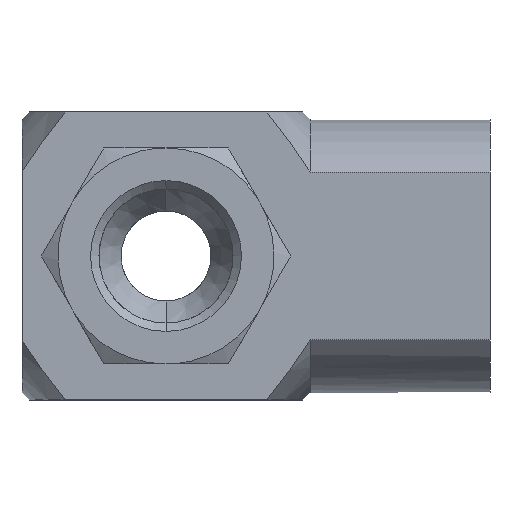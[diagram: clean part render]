
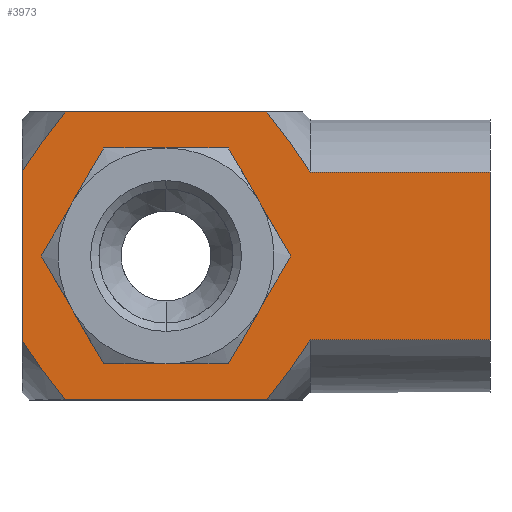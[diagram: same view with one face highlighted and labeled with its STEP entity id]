
A CAD part, front view. The second image highlights one B-rep face of the part: STEP entity #3973.
In plain terms, the highlighted planar face has unit normal (0, -1, 0).
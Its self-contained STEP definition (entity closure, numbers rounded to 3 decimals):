
#2506=CARTESIAN_POINT('Vertex',(-20.,-15.,11.662)) ;
#2532=CARTESIAN_POINT('Vertex',(-20.,-15.,-11.662)) ;
#2535=CARTESIAN_POINT('Line Origine',(-20.,-15.,0.)) ;
#3212=CARTESIAN_POINT('Line Origine',(0.,-15.,20.)) ;
#3216=CARTESIAN_POINT('Vertex',(-14.,-15.,20.)) ;
#3218=CARTESIAN_POINT('Vertex',(14.,-15.,20.)) ;
#3336=CARTESIAN_POINT('Vertex',(-14.,-15.,-20.)) ;
#3340=CARTESIAN_POINT('Control Point',(-14.,-15.,-20.)) ;
#3341=CARTESIAN_POINT('Control Point',(-15.608,-15.,-17.99)) ;
#3342=CARTESIAN_POINT('Control Point',(-17.165,-15.,-15.944)) ;
#3343=CARTESIAN_POINT('Control Point',(-18.655,-15.,-13.853)) ;
#3344=CARTESIAN_POINT('Control Point',(-20.,-15.,-11.662)) ;
#3359=CARTESIAN_POINT('Control Point',(20.,-15.,-11.662)) ;
#3360=CARTESIAN_POINT('Control Point',(18.928,-15.,-13.408)) ;
#3361=CARTESIAN_POINT('Control Point',(17.765,-15.,-15.101)) ;
#3362=CARTESIAN_POINT('Control Point',(16.538,-15.,-16.771)) ;
#3363=CARTESIAN_POINT('Control Point',(15.283,-15.,-18.396)) ;
#3364=CARTESIAN_POINT('Control Point',(14.,-15.,-20.)) ;
#3365=CARTESIAN_POINT('Vertex',(20.,-15.,-11.662)) ;
#3367=CARTESIAN_POINT('Vertex',(14.,-15.,-20.)) ;
#3433=CARTESIAN_POINT('Line Origine',(32.5,-15.,-11.662)) ;
#3437=CARTESIAN_POINT('Vertex',(45.,-15.,-11.662)) ;
#3465=CARTESIAN_POINT('Control Point',(-20.,-15.,11.662)) ;
#3466=CARTESIAN_POINT('Control Point',(-18.928,-15.,13.408)) ;
#3467=CARTESIAN_POINT('Control Point',(-17.765,-15.,15.101)) ;
#3468=CARTESIAN_POINT('Control Point',(-16.538,-15.,16.771)) ;
#3469=CARTESIAN_POINT('Control Point',(-15.283,-15.,18.396)) ;
#3470=CARTESIAN_POINT('Control Point',(-14.,-15.,20.)) ;
#3491=CARTESIAN_POINT('Line Origine',(32.5,-15.,11.662)) ;
#3495=CARTESIAN_POINT('Vertex',(20.,-15.,11.662)) ;
#3497=CARTESIAN_POINT('Vertex',(45.,-15.,11.662)) ;
#3885=CARTESIAN_POINT('Line Origine',(45.,-15.,0.)) ;
#3901=CARTESIAN_POINT('Axis2P3D Location',(-20.,-15.,20.)) ;
#3907=CARTESIAN_POINT('Control Point',(14.,-15.,20.)) ;
#3908=CARTESIAN_POINT('Control Point',(15.072,-15.,18.66)) ;
#3909=CARTESIAN_POINT('Control Point',(16.12,-15.,17.303)) ;
#3910=CARTESIAN_POINT('Control Point',(18.135,-15.,14.534)) ;
#3911=CARTESIAN_POINT('Control Point',(19.103,-15.,13.123)) ;
#3912=CARTESIAN_POINT('Control Point',(20.,-15.,11.662)) ;
#3914=CARTESIAN_POINT('Line Origine',(0.,-15.,-20.)) ;
#3932=CARTESIAN_POINT('Control Point',(12.5,-15.,0.)) ;
#3933=CARTESIAN_POINT('Control Point',(12.5,-15.,-1.963)) ;
#3934=CARTESIAN_POINT('Control Point',(12.115,-15.,-3.927)) ;
#3935=CARTESIAN_POINT('Control Point',(11.343,-15.,-5.789)) ;
#3936=CARTESIAN_POINT('Control Point',(9.111,-15.,-9.111)) ;
#3937=CARTESIAN_POINT('Control Point',(5.789,-15.,-11.343)) ;
#3938=CARTESIAN_POINT('Control Point',(3.927,-15.,-12.115)) ;
#3939=CARTESIAN_POINT('Control Point',(0.,-15.,-12.885)) ;
#3940=CARTESIAN_POINT('Control Point',(-3.927,-15.,-12.115)) ;
#3941=CARTESIAN_POINT('Control Point',(-5.789,-15.,-11.343)) ;
#3942=CARTESIAN_POINT('Control Point',(-9.111,-15.,-9.111)) ;
#3943=CARTESIAN_POINT('Control Point',(-11.343,-15.,-5.789)) ;
#3944=CARTESIAN_POINT('Control Point',(-12.115,-15.,-3.927)) ;
#3945=CARTESIAN_POINT('Control Point',(-12.5,-15.,-1.963)) ;
#3946=CARTESIAN_POINT('Control Point',(-12.5,-15.,0.)) ;
#3947=CARTESIAN_POINT('Vertex',(12.5,-15.,0.)) ;
#3949=CARTESIAN_POINT('Vertex',(-12.5,-15.,0.)) ;
#3953=CARTESIAN_POINT('Control Point',(-12.5,-15.,0.)) ;
#3954=CARTESIAN_POINT('Control Point',(-12.5,-15.,1.963)) ;
#3955=CARTESIAN_POINT('Control Point',(-12.115,-15.,3.927)) ;
#3956=CARTESIAN_POINT('Control Point',(-11.343,-15.,5.789)) ;
#3957=CARTESIAN_POINT('Control Point',(-9.111,-15.,9.111)) ;
#3958=CARTESIAN_POINT('Control Point',(-5.789,-15.,11.343)) ;
#3959=CARTESIAN_POINT('Control Point',(-3.927,-15.,12.115)) ;
#3960=CARTESIAN_POINT('Control Point',(0.,-15.,12.885)) ;
#3961=CARTESIAN_POINT('Control Point',(3.927,-15.,12.115)) ;
#3962=CARTESIAN_POINT('Control Point',(5.789,-15.,11.343)) ;
#3963=CARTESIAN_POINT('Control Point',(9.111,-15.,9.111)) ;
#3964=CARTESIAN_POINT('Control Point',(11.343,-15.,5.789)) ;
#3965=CARTESIAN_POINT('Control Point',(12.115,-15.,3.927)) ;
#3966=CARTESIAN_POINT('Control Point',(12.5,-15.,1.963)) ;
#3967=CARTESIAN_POINT('Control Point',(12.5,-15.,0.)) ;
#2536=DIRECTION('Vector Direction',(0.,0.,-1.)) ;
#3213=DIRECTION('Vector Direction',(1.,0.,0.)) ;
#3434=DIRECTION('Vector Direction',(-1.,0.,0.)) ;
#3492=DIRECTION('Vector Direction',(-1.,0.,0.)) ;
#3886=DIRECTION('Vector Direction',(0.,0.,-1.)) ;
#3902=DIRECTION('Axis2P3D Direction',(0.,1.,0.)) ;
#3903=DIRECTION('Axis2P3D XDirection',(0.,-0.,1.)) ;
#3915=DIRECTION('Vector Direction',(1.,0.,0.)) ;
#3904=AXIS2_PLACEMENT_3D('Plane Axis2P3D',#3901,#3902,#3903) ;
#3920=ORIENTED_EDGE('',*,*,#3499,.F.) ;
#3921=ORIENTED_EDGE('',*,*,#3913,.F.) ;
#3922=ORIENTED_EDGE('',*,*,#3220,.F.) ;
#3923=ORIENTED_EDGE('',*,*,#3471,.F.) ;
#3924=ORIENTED_EDGE('',*,*,#2539,.T.) ;
#3925=ORIENTED_EDGE('',*,*,#3345,.F.) ;
#3926=ORIENTED_EDGE('',*,*,#3918,.T.) ;
#3927=ORIENTED_EDGE('',*,*,#3369,.F.) ;
#3928=ORIENTED_EDGE('',*,*,#3439,.T.) ;
#3929=ORIENTED_EDGE('',*,*,#3889,.F.) ;
#3970=ORIENTED_EDGE('',*,*,#3951,.T.) ;
#3971=ORIENTED_EDGE('',*,*,#3968,.T.) ;
#3972=FACE_BOUND('',#3969,.T.) ;
#2537=VECTOR('Line Direction',#2536,1.) ;
#3214=VECTOR('Line Direction',#3213,1.) ;
#3435=VECTOR('Line Direction',#3434,1.) ;
#3493=VECTOR('Line Direction',#3492,1.) ;
#3887=VECTOR('Line Direction',#3886,1.) ;
#3916=VECTOR('Line Direction',#3915,1.) ;
#3973=ADVANCED_FACE('_306_outlet.1\\Geometry.1',(#3930,#3972),#3905,.F.) ;
#3339=B_SPLINE_CURVE_WITH_KNOTS('',4,(#3340,#3341,#3342,#3343,#3344),.UNSPECIFIED.,.F.,.U.,(5,5),(0.,1.),.UNSPECIFIED.) ;
#3358=B_SPLINE_CURVE_WITH_KNOTS('',5,(#3359,#3360,#3361,#3362,#3363,#3364),.UNSPECIFIED.,.F.,.U.,(6,6),(0.,1.),.UNSPECIFIED.) ;
#3464=B_SPLINE_CURVE_WITH_KNOTS('',5,(#3465,#3466,#3467,#3468,#3469,#3470),.UNSPECIFIED.,.F.,.U.,(6,6),(0.,1.),.UNSPECIFIED.) ;
#2539=EDGE_CURVE('',#2507,#2533,#2538,.T.) ;
#3220=EDGE_CURVE('',#3217,#3219,#3215,.T.) ;
#3345=EDGE_CURVE('',#3337,#2533,#3339,.T.) ;
#3369=EDGE_CURVE('',#3366,#3368,#3358,.T.) ;
#3439=EDGE_CURVE('',#3366,#3438,#3436,.F.) ;
#3471=EDGE_CURVE('',#2507,#3217,#3464,.T.) ;
#3499=EDGE_CURVE('',#3496,#3498,#3494,.F.) ;
#3889=EDGE_CURVE('',#3498,#3438,#3888,.T.) ;
#3913=EDGE_CURVE('',#3219,#3496,#3906,.T.) ;
#3918=EDGE_CURVE('',#3337,#3368,#3917,.T.) ;
#3951=EDGE_CURVE('',#3948,#3950,#3931,.T.) ;
#3968=EDGE_CURVE('',#3950,#3948,#3952,.T.) ;
#3919=EDGE_LOOP('',(#3920,#3921,#3922,#3923,#3924,#3925,#3926,#3927,#3928,#3929)) ;
#3969=EDGE_LOOP('',(#3970,#3971)) ;
#3930=FACE_OUTER_BOUND('',#3919,.T.) ;
#2538=LINE('Line',#2535,#2537) ;
#3215=LINE('Line',#3212,#3214) ;
#3436=LINE('Line',#3433,#3435) ;
#3494=LINE('Line',#3491,#3493) ;
#3888=LINE('Line',#3885,#3887) ;
#3917=LINE('Line',#3914,#3916) ;
#3905=PLANE('',#3904) ;
#2507=VERTEX_POINT('',#2506) ;
#2533=VERTEX_POINT('',#2532) ;
#3217=VERTEX_POINT('',#3216) ;
#3219=VERTEX_POINT('',#3218) ;
#3337=VERTEX_POINT('',#3336) ;
#3366=VERTEX_POINT('',#3365) ;
#3368=VERTEX_POINT('',#3367) ;
#3438=VERTEX_POINT('',#3437) ;
#3496=VERTEX_POINT('',#3495) ;
#3498=VERTEX_POINT('',#3497) ;
#3948=VERTEX_POINT('',#3947) ;
#3950=VERTEX_POINT('',#3949) ;
#3906=(BOUNDED_CURVE()B_SPLINE_CURVE(3,(#3907,#3908,#3909,#3910,#3911,#3912),.UNSPECIFIED.,.F.,.U.)B_SPLINE_CURVE_WITH_KNOTS((4,2,4),(0.,5.14,10.281),.UNSPECIFIED.)CURVE()GEOMETRIC_REPRESENTATION_ITEM()RATIONAL_B_SPLINE_CURVE((1.,1.,1.,1.,1.,1.))REPRESENTATION_ITEM('')) ;
#3931=(BOUNDED_CURVE()B_SPLINE_CURVE(5,(#3932,#3933,#3934,#3935,#3936,#3937,#3938,#3939,#3940,#3941,#3942,#3943,#3944,#3945,#3946),.UNSPECIFIED.,.F.,.U.)B_SPLINE_CURVE_WITH_KNOTS((6,3,3,3,6),(0.,10.001,20.002,30.003,40.004),.UNSPECIFIED.)CURVE()GEOMETRIC_REPRESENTATION_ITEM()RATIONAL_B_SPLINE_CURVE((1.,1.,1.,1.,1.,1.,1.,1.,1.,1.,1.,1.,1.,1.,1.))REPRESENTATION_ITEM('')) ;
#3952=(BOUNDED_CURVE()B_SPLINE_CURVE(5,(#3953,#3954,#3955,#3956,#3957,#3958,#3959,#3960,#3961,#3962,#3963,#3964,#3965,#3966,#3967),.UNSPECIFIED.,.F.,.U.)B_SPLINE_CURVE_WITH_KNOTS((6,3,3,3,6),(0.,10.001,20.002,30.003,40.004),.UNSPECIFIED.)CURVE()GEOMETRIC_REPRESENTATION_ITEM()RATIONAL_B_SPLINE_CURVE((1.,1.,1.,1.,1.,1.,1.,1.,1.,1.,1.,1.,1.,1.,1.))REPRESENTATION_ITEM('')) ;
